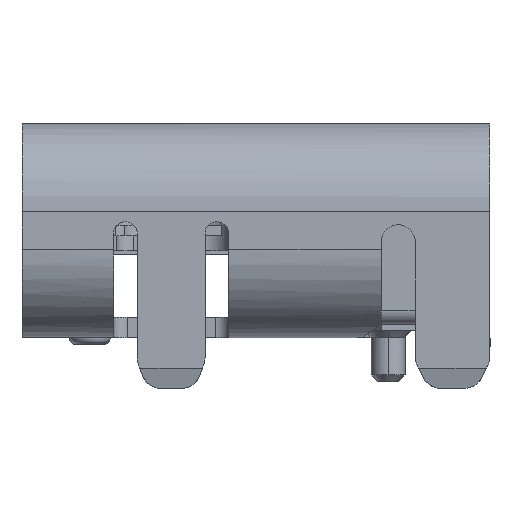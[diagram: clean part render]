
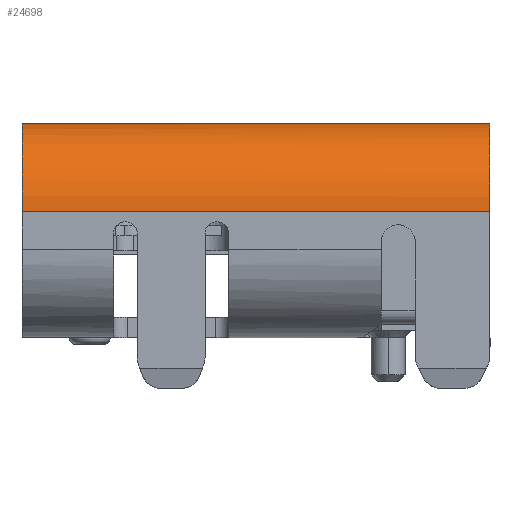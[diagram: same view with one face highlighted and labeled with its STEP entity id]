
A CAD part, left-side view. The second image highlights one B-rep face of the part: STEP entity #24698.
In plain terms, the highlighted cylindrical face has radius 1.3 mm (diameter 2.6 mm), a partial arc.
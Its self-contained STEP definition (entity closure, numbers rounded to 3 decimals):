
#4 = B_SPLINE_CURVE_WITH_KNOTS ( 'NONE', 3,
 ( #445, #3993, #35252, #19512, #35461, #3789, #12898, #16400, #38783, #25923 ),
 .UNSPECIFIED., .F., .F.,
 ( 4, 2, 2, 2, 4 ),
 ( 0., 0.25, 0.5, 0.75, 1. ),
 .UNSPECIFIED. ) ;
#445 = CARTESIAN_POINT ( 'NONE',  ( -4.47, -6.9, -1.3 ) ) ;
#3789 = CARTESIAN_POINT ( 'NONE',  ( -3.969, -6.9, -0.26 ) ) ;
#3993 = CARTESIAN_POINT ( 'NONE',  ( -4.47, -6.9, -1.13 ) ) ;
#5081 = CIRCLE ( 'NONE', #15614, 1.3 ) ;
#5103 = CARTESIAN_POINT ( 'NONE',  ( -3.17, -6.9, 0. ) ) ;
#5576 = DIRECTION ( 'NONE',  ( 0., 0., 1. ) ) ;
#7078 = CARTESIAN_POINT ( 'NONE',  ( -4.47, -6.9, -1.3 ) ) ;
#7376 = ORIENTED_EDGE ( 'NONE', *, *, #33394, .T. ) ;
#7494 = EDGE_CURVE ( 'NONE', #32179, #8365, #4, .T. ) ;
#8076 = CYLINDRICAL_SURFACE ( 'NONE', #24884, 1.3 ) ;
#8365 = VERTEX_POINT ( 'NONE', #5103 ) ;
#9701 = EDGE_LOOP ( 'NONE', ( #28842, #7376, #31716, #24015 ) ) ;
#12844 = VERTEX_POINT ( 'NONE', #21751 ) ;
#12898 = CARTESIAN_POINT ( 'NONE',  ( -3.825, -6.9, -0.164 ) ) ;
#15614 = AXIS2_PLACEMENT_3D ( 'NONE', #30595, #37463, #5576 ) ;
#16400 = CARTESIAN_POINT ( 'NONE',  ( -3.51, -6.9, -0.034 ) ) ;
#16715 = EDGE_CURVE ( 'NONE', #8365, #12844, #25609, .T. ) ;
#17632 = CARTESIAN_POINT ( 'NONE',  ( -4.47, -2.3, -1.3 ) ) ;
#17651 = B_SPLINE_CURVE_WITH_KNOTS ( 'NONE', 3,
 ( #40017, #17632, #36482, #17836 ),
 .UNSPECIFIED., .F., .F.,
 ( 4, 4 ),
 ( 0., 1. ),
 .UNSPECIFIED. ) ;
#17836 = CARTESIAN_POINT ( 'NONE',  ( -4.47, -6.9, -1.3 ) ) ;
#18226 = VERTEX_POINT ( 'NONE', #18837 ) ;
#18837 = CARTESIAN_POINT ( 'NONE',  ( -4.47, 0., -1.3 ) ) ;
#19512 = CARTESIAN_POINT ( 'NONE',  ( -4.306, -6.9, -0.645 ) ) ;
#21751 = CARTESIAN_POINT ( 'NONE',  ( -3.17, 0., 0. ) ) ;
#22934 = CARTESIAN_POINT ( 'NONE',  ( -3.17, -4.6, 0. ) ) ;
#23137 = CARTESIAN_POINT ( 'NONE',  ( -3.17, 0., 0. ) ) ;
#24015 = ORIENTED_EDGE ( 'NONE', *, *, #16715, .T. ) ;
#24698 = ADVANCED_FACE ( 'NONE', ( #27329 ), #8076, .T. ) ;
#24884 = AXIS2_PLACEMENT_3D ( 'NONE', #36648, #27523, #26914 ) ;
#25609 = B_SPLINE_CURVE_WITH_KNOTS ( 'NONE', 3,
 ( #29331, #22934, #38881, #23137 ),
 .UNSPECIFIED., .F., .F.,
 ( 4, 4 ),
 ( 0., 1. ),
 .UNSPECIFIED. ) ;
#25923 = CARTESIAN_POINT ( 'NONE',  ( -3.17, -6.9, 0. ) ) ;
#26914 = DIRECTION ( 'NONE',  ( 0., 0., 1. ) ) ;
#27329 = FACE_OUTER_BOUND ( 'NONE', #9701, .T. ) ;
#27523 = DIRECTION ( 'NONE',  ( 0., 1., 0. ) ) ;
#28842 = ORIENTED_EDGE ( 'NONE', *, *, #37941, .F. ) ;
#29331 = CARTESIAN_POINT ( 'NONE',  ( -3.17, -6.9, 0. ) ) ;
#30595 = CARTESIAN_POINT ( 'NONE',  ( -3.17, 0., -1.3 ) ) ;
#31716 = ORIENTED_EDGE ( 'NONE', *, *, #7494, .T. ) ;
#32179 = VERTEX_POINT ( 'NONE', #7078 ) ;
#33394 = EDGE_CURVE ( 'NONE', #18226, #32179, #17651, .T. ) ;
#35252 = CARTESIAN_POINT ( 'NONE',  ( -4.436, -6.9, -0.96 ) ) ;
#35461 = CARTESIAN_POINT ( 'NONE',  ( -4.21, -6.9, -0.501 ) ) ;
#36482 = CARTESIAN_POINT ( 'NONE',  ( -4.47, -4.6, -1.3 ) ) ;
#36648 = CARTESIAN_POINT ( 'NONE',  ( -3.17, -10.589, -1.3 ) ) ;
#37463 = DIRECTION ( 'NONE',  ( 0., 1., 0. ) ) ;
#37941 = EDGE_CURVE ( 'NONE', #18226, #12844, #5081, .T. ) ;
#38783 = CARTESIAN_POINT ( 'NONE',  ( -3.34, -6.9, 0. ) ) ;
#38881 = CARTESIAN_POINT ( 'NONE',  ( -3.17, -2.3, 0. ) ) ;
#40017 = CARTESIAN_POINT ( 'NONE',  ( -4.47, 0., -1.3 ) ) ;
